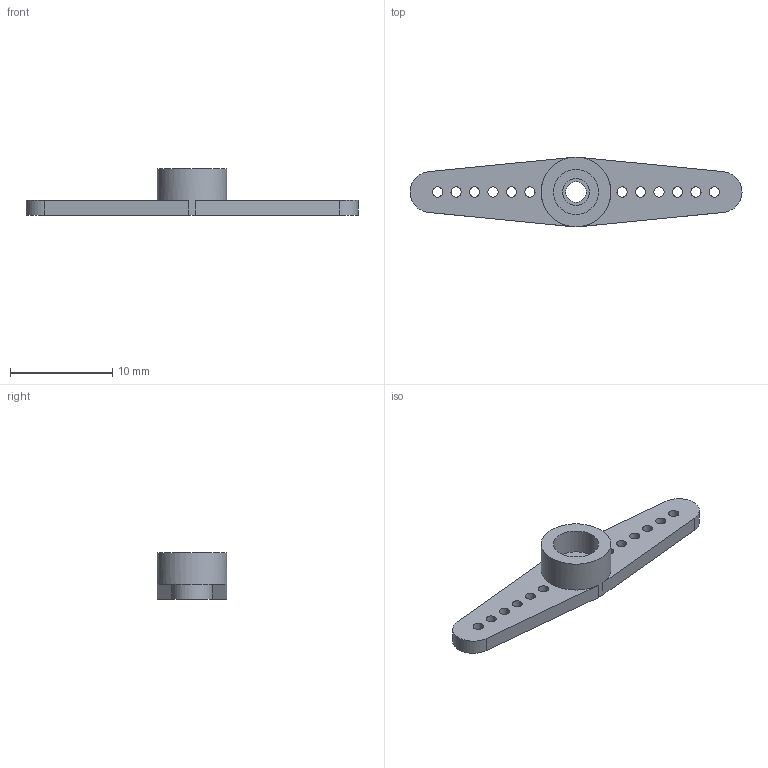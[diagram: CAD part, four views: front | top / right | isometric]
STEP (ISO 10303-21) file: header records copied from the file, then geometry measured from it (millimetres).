
FILE_DESCRIPTION(('FreeCAD Model'),'2;1');
FILE_NAME('TowerPro-SG90-doublearm.step', '2015-08-23T20:57:54',('Author'),(''), 'Open CASCADE STEP processor 6.8','FreeCAD','Unknown');
FILE_SCHEMA(('AUTOMOTIVE_DESIGN_CC2 { 1 2 10303 214 -1 1 5 4 }'));
Length unit declared in the file: millimetre
Products named in the file (1): TowerPro-SG90-DoubleArm
Bounding box: 32.4 x 6.8 x 4.55 mm (x, y, z)
Volume: 283.9 mm3; surface area: 585.2 mm2
Topology: 1 solids, 1 shells, 30 faces, 133 edges, 108 vertices
Faces by surface type: cylinder 19, plane 11
Full cylindrical faces by diameter (mm): 1 x12, 2 x1, 2.6 x1, 4.4 x2, 6.8 x1
Entity records: 5812 total; most frequent: CARTESIAN_POINT 3447, DIRECTION 386, ORIENTED_EDGE 266, PCURVE 266, DEFINITIONAL_REPRESENTATION 266, CIRCLE 150, EDGE_CURVE 133, AXIS2_PLACEMENT_3D 131
